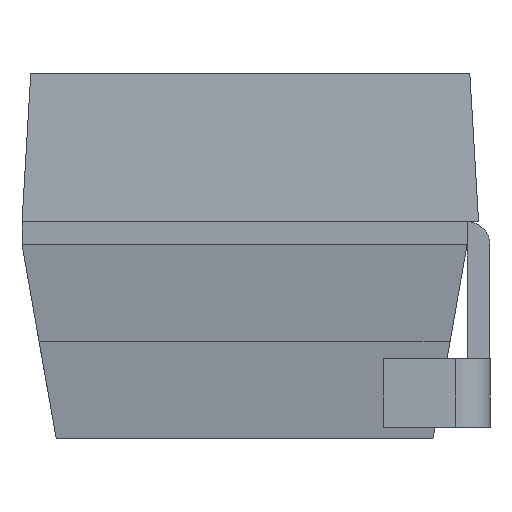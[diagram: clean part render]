
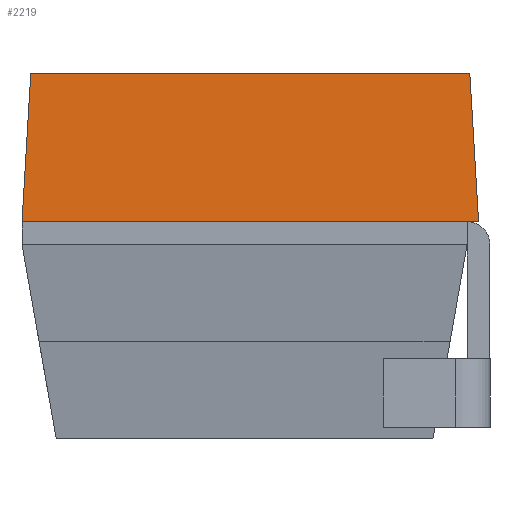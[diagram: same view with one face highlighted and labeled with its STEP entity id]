
A CAD part, left-side view. The second image highlights one B-rep face of the part: STEP entity #2219.
In plain terms, the highlighted planar face has unit normal (-0.998, 0, 0.059).
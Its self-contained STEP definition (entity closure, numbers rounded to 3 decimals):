
#10 = EDGE_LOOP ( 'NONE', ( #2621, #1916, #2180, #666, #2262 ) ) ;
#54 = VECTOR ( 'NONE', #1881, 1000. ) ;
#155 = DIRECTION ( 'NONE',  ( 0., -1., 0. ) ) ;
#227 = CARTESIAN_POINT ( 'NONE',  ( -1.962, 0.088, 0.8 ) ) ;
#501 = EDGE_CURVE ( 'NONE', #1046, #3373, #1694, .T. ) ;
#527 = VERTEX_POINT ( 'NONE', #2254 ) ;
#531 = VERTEX_POINT ( 'NONE', #3034 ) ;
#605 = DIRECTION ( 'NONE',  ( 0., 1., 0. ) ) ;
#666 = ORIENTED_EDGE ( 'NONE', *, *, #1723, .F. ) ;
#720 = AXIS2_PLACEMENT_3D ( 'NONE', #1912, #1110, #605 ) ;
#820 = CARTESIAN_POINT ( 'NONE',  ( -2., 2.05, 0.15 ) ) ;
#862 = PLANE ( 'NONE',  #720 ) ;
#941 = CARTESIAN_POINT ( 'NONE',  ( -2., 2.05, 0.15 ) ) ;
#1023 = LINE ( 'NONE', #2337, #2651 ) ;
#1046 = VERTEX_POINT ( 'NONE', #2199 ) ;
#1110 = DIRECTION ( 'NONE',  ( -0.998, 0., 0.059 ) ) ;
#1170 = VECTOR ( 'NONE', #3263, 1000. ) ;
#1383 = DIRECTION ( 'NONE',  ( 0.059, 0.059, 0.997 ) ) ;
#1417 = CARTESIAN_POINT ( 'NONE',  ( -1.962, 0.088, 0.795 ) ) ;
#1478 = CARTESIAN_POINT ( 'NONE',  ( -1.962, 0., 0.8 ) ) ;
#1535 = VERTEX_POINT ( 'NONE', #2636 ) ;
#1694 = LINE ( 'NONE', #1478, #1770 ) ;
#1723 = EDGE_CURVE ( 'NONE', #527, #1046, #1023, .T. ) ;
#1770 = VECTOR ( 'NONE', #155, 1000. ) ;
#1777 = VECTOR ( 'NONE', #1383, 1000. ) ;
#1881 = DIRECTION ( 'NONE',  ( 0., 1., 0. ) ) ;
#1912 = CARTESIAN_POINT ( 'NONE',  ( -1.962, 0., 0.8 ) ) ;
#1916 = ORIENTED_EDGE ( 'NONE', *, *, #2220, .T. ) ;
#1934 = LINE ( 'NONE', #1417, #1777 ) ;
#2004 = EDGE_CURVE ( 'NONE', #1535, #531, #2782, .T. ) ;
#2129 = LINE ( 'NONE', #820, #54 ) ;
#2180 = ORIENTED_EDGE ( 'NONE', *, *, #501, .F. ) ;
#2199 = CARTESIAN_POINT ( 'NONE',  ( -1.962, 2.012, 0.8 ) ) ;
#2219 = ADVANCED_FACE ( 'NONE', ( #3220 ), #862, .T. ) ;
#2220 = EDGE_CURVE ( 'NONE', #1535, #3373, #1934, .T. ) ;
#2254 = CARTESIAN_POINT ( 'NONE',  ( -2., 2.05, 0.15 ) ) ;
#2262 = ORIENTED_EDGE ( 'NONE', *, *, #2681, .F. ) ;
#2337 = CARTESIAN_POINT ( 'NONE',  ( -1.955, 2.005, 0.915 ) ) ;
#2621 = ORIENTED_EDGE ( 'NONE', *, *, #2004, .F. ) ;
#2636 = CARTESIAN_POINT ( 'NONE',  ( -2., 0.05, 0.15 ) ) ;
#2651 = VECTOR ( 'NONE', #3372, 1000. ) ;
#2681 = EDGE_CURVE ( 'NONE', #531, #527, #2129, .T. ) ;
#2782 = LINE ( 'NONE', #941, #1170 ) ;
#3034 = CARTESIAN_POINT ( 'NONE',  ( -2., 0.1, 0.15 ) ) ;
#3220 = FACE_OUTER_BOUND ( 'NONE', #10, .T. ) ;
#3263 = DIRECTION ( 'NONE',  ( 0., 1., 0. ) ) ;
#3372 = DIRECTION ( 'NONE',  ( 0.059, -0.059, 0.997 ) ) ;
#3373 = VERTEX_POINT ( 'NONE', #227 ) ;
